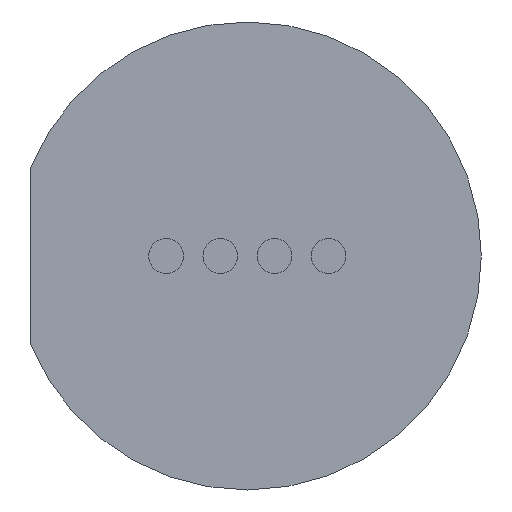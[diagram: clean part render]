
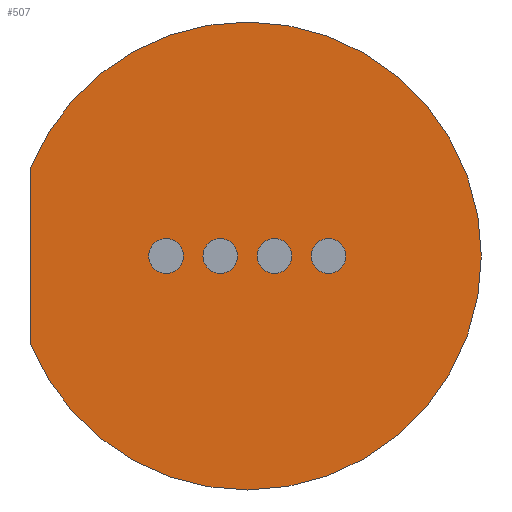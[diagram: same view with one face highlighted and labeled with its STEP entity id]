
A CAD part, front view. The second image highlights one B-rep face of the part: STEP entity #507.
In plain terms, the highlighted planar face has unit normal (0, -1, 0).
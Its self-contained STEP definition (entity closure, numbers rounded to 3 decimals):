
#1 = VECTOR ( 'NONE', #605, 1000. ) ;
#9 = CIRCLE ( 'NONE', #229, 5.4 ) ;
#56 = CARTESIAN_POINT ( 'NONE',  ( 0., 0., 0. ) ) ;
#65 = EDGE_CURVE ( 'NONE', #700, #233, #276, .T. ) ;
#102 = AXIS2_PLACEMENT_3D ( 'NONE', #486, #655, #139 ) ;
#104 = EDGE_CURVE ( 'NONE', #623, #395, #298, .T. ) ;
#109 = CARTESIAN_POINT ( 'NONE',  ( -5., 0., 2.04 ) ) ;
#139 = DIRECTION ( 'NONE',  ( 0., 0., 1. ) ) ;
#158 = ORIENTED_EDGE ( 'NONE', *, *, #104, .F. ) ;
#229 = AXIS2_PLACEMENT_3D ( 'NONE', #56, #516, #471 ) ;
#233 = VERTEX_POINT ( 'NONE', #109 ) ;
#266 = CARTESIAN_POINT ( 'NONE',  ( 0., 0., 0. ) ) ;
#276 = LINE ( 'NONE', #657, #1 ) ;
#297 = EDGE_LOOP ( 'NONE', ( #500, #521, #158, #691 ) ) ;
#298 = CIRCLE ( 'NONE', #102, 5.4 ) ;
#356 = FACE_OUTER_BOUND ( 'NONE', #297, .T. ) ;
#360 = EDGE_CURVE ( 'NONE', #233, #623, #600, .T. ) ;
#378 = DIRECTION ( 'NONE',  ( 0., 1., 0. ) ) ;
#395 = VERTEX_POINT ( 'NONE', #618 ) ;
#399 = EDGE_CURVE ( 'NONE', #395, #700, #9, .T. ) ;
#441 = DIRECTION ( 'NONE',  ( 0., 0., 1. ) ) ;
#471 = DIRECTION ( 'NONE',  ( 0., 0., 1. ) ) ;
#481 = CARTESIAN_POINT ( 'NONE',  ( 0., 0., 5.4 ) ) ;
#486 = CARTESIAN_POINT ( 'NONE',  ( 0., 0., 0. ) ) ;
#500 = ORIENTED_EDGE ( 'NONE', *, *, #65, .F. ) ;
#507 = ADVANCED_FACE ( 'NONE', ( #356 ), #520, .F. ) ;
#516 = DIRECTION ( 'NONE',  ( 0., 1., 0. ) ) ;
#520 = PLANE ( 'NONE',  #685 ) ;
#521 = ORIENTED_EDGE ( 'NONE', *, *, #399, .F. ) ;
#544 = CARTESIAN_POINT ( 'NONE',  ( -5., 0., -2.04 ) ) ;
#600 = CIRCLE ( 'NONE', #621, 5.4 ) ;
#605 = DIRECTION ( 'NONE',  ( 0., 0., 1. ) ) ;
#618 = CARTESIAN_POINT ( 'NONE',  ( 0., 0., -5.4 ) ) ;
#620 = CARTESIAN_POINT ( 'NONE',  ( 0., 0., 0. ) ) ;
#621 = AXIS2_PLACEMENT_3D ( 'NONE', #266, #378, #441 ) ;
#623 = VERTEX_POINT ( 'NONE', #481 ) ;
#655 = DIRECTION ( 'NONE',  ( 0., 1., 0. ) ) ;
#657 = CARTESIAN_POINT ( 'NONE',  ( -5., 0., -2.04 ) ) ;
#679 = DIRECTION ( 'NONE',  ( 0., 1., 0. ) ) ;
#685 = AXIS2_PLACEMENT_3D ( 'NONE', #620, #679, #741 ) ;
#691 = ORIENTED_EDGE ( 'NONE', *, *, #360, .F. ) ;
#700 = VERTEX_POINT ( 'NONE', #544 ) ;
#741 = DIRECTION ( 'NONE',  ( 0., 0., 1. ) ) ;
